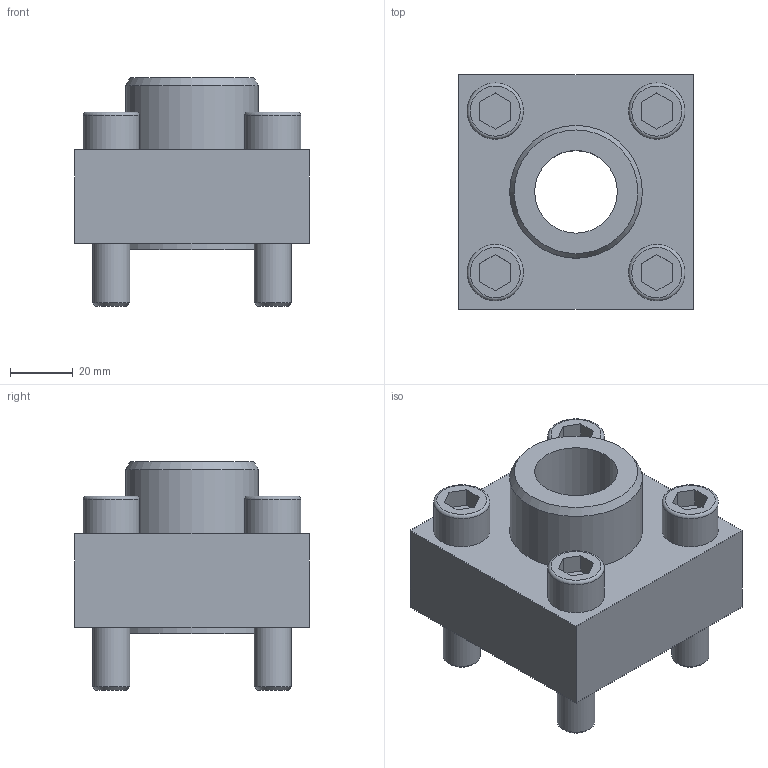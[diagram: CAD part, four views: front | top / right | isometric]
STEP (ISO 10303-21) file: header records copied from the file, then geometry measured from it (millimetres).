
FILE_DESCRIPTION(/* description */ ('STEP AP203'),/* implementation_level */ '2;1');
FILE_NAME(/* name */ 'ISO-Flange Connection FFA 32-42.4x8-01',/* time_stamp */ '2023-05-02T11:25:07+02:00',/* author */ ('License CC BY-ND 4.0'),/* organization */ ('CADENAS'),/* preprocessor_version */ 'ST-DEVELOPER v19.3',/* originating_system */ 'PARTsolutions',/* authorisation */ ' ');
FILE_SCHEMA (('CONFIG_CONTROL_DESIGN'));
Length unit declared in the file: millimetre
Products named in the file (1): ISO-Flanschanschluss FFA 32-42.4x8-01
Bounding box: 75 x 75 x 73 mm (x, y, z)
Volume: 191826 mm3; surface area: 37576.8 mm2
Topology: 1 solids, 4 shells, 79 faces, 170 edges, 112 vertices
Faces by surface type: plane 49, cylinder 17, torus 7, cone 6
Full cylindrical faces by diameter (mm): 12 x4, 18 x4, 26.4 x1, 37.69 x2, 42.4 x2, 44.75 x2, 54 x2
Entity records: 2485 total; most frequent: DIRECTION 336, CARTESIAN_POINT 312, ORIENTED_EDGE 260, EDGE_CURVE 130, EDGE_LOOP 130, FACE_BOUND 130, AXIS2_PLACEMENT_3D 126, VERTEX_POINT 102
